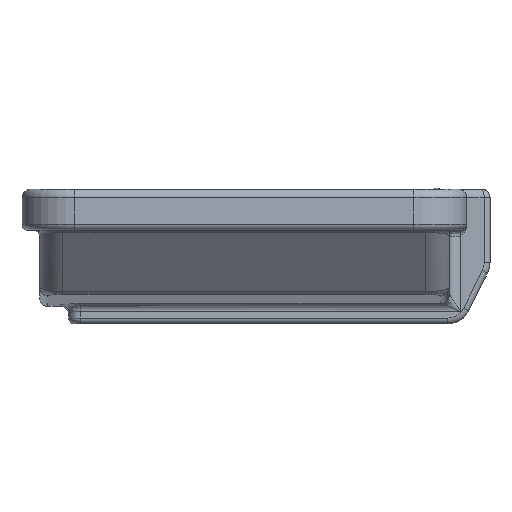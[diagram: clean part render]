
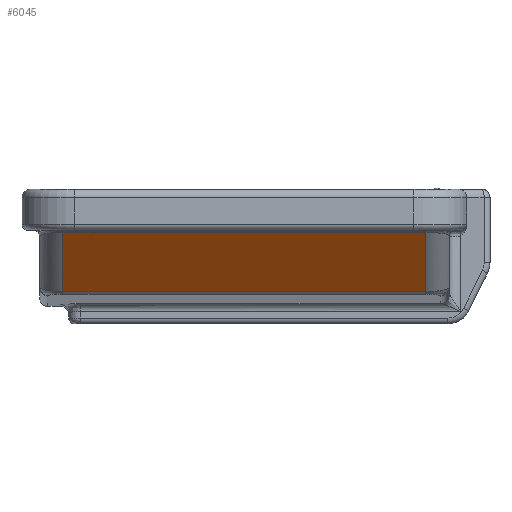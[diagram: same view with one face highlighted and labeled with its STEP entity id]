
A CAD part, left-side view. The second image highlights one B-rep face of the part: STEP entity #6045.
In plain terms, the highlighted planar face has unit normal (-0.778, 0, -0.628).
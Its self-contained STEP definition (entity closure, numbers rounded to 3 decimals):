
#5098=CARTESIAN_POINT('',(15.862,-315.073,-52.364));
#5099=VERTEX_POINT('',#5098);
#5202=CARTESIAN_POINT('',(15.862,-5.073,-52.364));
#5203=VERTEX_POINT('',#5202);
#5220=CARTESIAN_POINT('',(15.862,-315.073,-52.364));
#5221=DIRECTION('',(0.0,1.0,0.0));
#5222=VECTOR('',#5221,310.0);
#5223=LINE('',#5220,#5222);
#5224=EDGE_CURVE('',#5099,#5203,#5223,.T.);
#6003=CARTESIAN_POINT('',(-24.931,-5.073,-1.858));
#6004=VERTEX_POINT('',#6003);
#6005=CARTESIAN_POINT('',(15.862,-5.073,-52.364));
#6006=DIRECTION('',(-0.628,0.0,0.778));
#6007=VECTOR('',#6006,64.922);
#6008=LINE('',#6005,#6007);
#6009=EDGE_CURVE('',#5203,#6004,#6008,.T.);
#6022=CARTESIAN_POINT('',(26.068,14.927,-65.));
#6023=DIRECTION('',(-0.778,0.0,-0.628));
#6024=DIRECTION('',(-0.628,0.0,0.778));
#6025=AXIS2_PLACEMENT_3D('',#6022,#6023,#6024);
#6026=PLANE('',#6025);
#6027=ORIENTED_EDGE('',*,*,#5224,.F.);
#6028=CARTESIAN_POINT('',(-24.931,-315.073,-1.858));
#6029=VERTEX_POINT('',#6028);
#6030=CARTESIAN_POINT('',(-24.931,-315.073,-1.858));
#6031=DIRECTION('',(0.628,0.0,-0.778));
#6032=VECTOR('',#6031,64.922);
#6033=LINE('',#6030,#6032);
#6034=EDGE_CURVE('',#6029,#5099,#6033,.T.);
#6035=ORIENTED_EDGE('',*,*,#6034,.F.);
#6036=CARTESIAN_POINT('',(-24.931,-5.073,-1.858));
#6037=DIRECTION('',(0.0,-1.0,0.0));
#6038=VECTOR('',#6037,310.0);
#6039=LINE('',#6036,#6038);
#6040=EDGE_CURVE('',#6004,#6029,#6039,.T.);
#6041=ORIENTED_EDGE('',*,*,#6040,.F.);
#6042=ORIENTED_EDGE('',*,*,#6009,.F.);
#6043=EDGE_LOOP('',(#6027,#6035,#6041,#6042));
#6044=FACE_OUTER_BOUND('',#6043,.T.);
#6045=ADVANCED_FACE('',(#6044),#6026,.T.);
